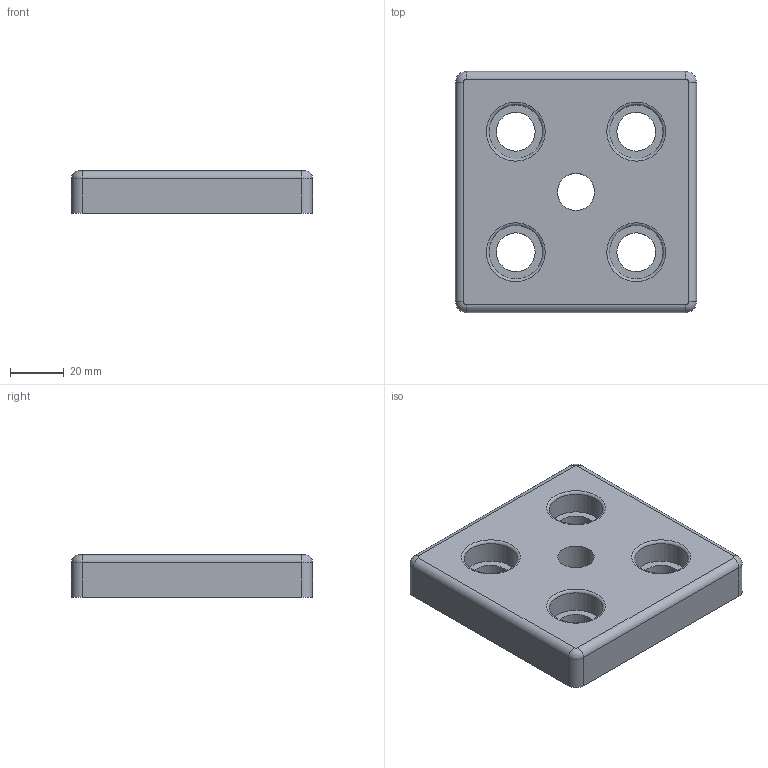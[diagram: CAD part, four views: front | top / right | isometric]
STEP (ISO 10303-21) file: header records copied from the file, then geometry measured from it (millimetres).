
FILE_DESCRIPTION(/* description */ ('STEP AP214'),/* implementation_level */ '2;1');
FILE_NAME(/* name */ '093T90901612R',/* time_stamp */ '2022-09-13T10:11:30+02:00',/* author */ ('License CC BY-ND 4.0'),/* organization */ ('CADENAS'),/* preprocessor_version */ 'ST-DEVELOPER v18.102',/* originating_system */ 'PARTsolutions',/* authorisation */ ' ');
FILE_SCHEMA (('AUTOMOTIVE_DESIGN {1 0 10303 214 3 1 1}'));
Length unit declared in the file: millimetre
Products named in the file (1): 093T90901612R
Bounding box: 90 x 90 x 16 mm (x, y, z)
Volume: 70513.5 mm3; surface area: 32699.8 mm2
Topology: 1 solids, 1 shells, 89 faces, 222 edges, 144 vertices
Faces by surface type: cylinder 54, plane 27, torus 8
Full cylindrical faces by diameter (mm): 13.835 x1, 14.5 x4, 20 x4, 39 x1
Entity records: 2676 total; most frequent: DIRECTION 504, CARTESIAN_POINT 442, ORIENTED_EDGE 416, EDGE_CURVE 208, AXIS2_PLACEMENT_3D 206, VERTEX_POINT 144, EDGE_LOOP 122, FACE_BOUND 122
